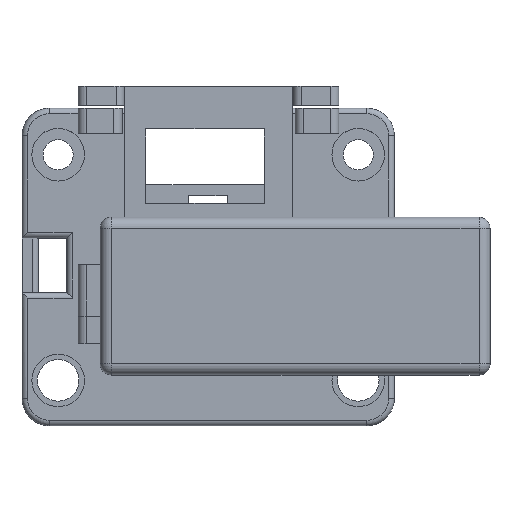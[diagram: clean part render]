
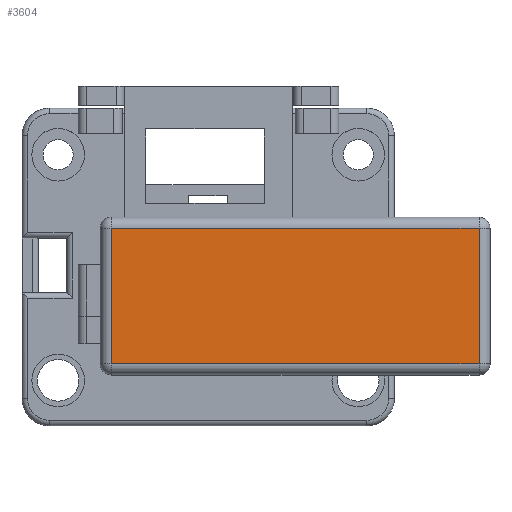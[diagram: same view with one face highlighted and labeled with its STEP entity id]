
A CAD part, top view. The second image highlights one B-rep face of the part: STEP entity #3604.
In plain terms, the highlighted planar face has unit normal (0, 0, 1).
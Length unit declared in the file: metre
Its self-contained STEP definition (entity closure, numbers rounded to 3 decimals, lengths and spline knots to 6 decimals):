
#558=ORIENTED_EDGE('',*,*,#1483,.T.);
#559=ORIENTED_EDGE('',*,*,#1484,.T.);
#560=ORIENTED_EDGE('',*,*,#1485,.T.);
#561=ORIENTED_EDGE('',*,*,#1486,.T.);
#1483=EDGE_CURVE('',#1958,#1959,#2295,.F.);
#1484=EDGE_CURVE('',#1959,#1960,#2296,.F.);
#1485=EDGE_CURVE('',#1960,#1961,#2297,.T.);
#1486=EDGE_CURVE('',#1961,#1958,#2298,.T.);
#1958=VERTEX_POINT('',#5650);
#1959=VERTEX_POINT('',#5651);
#1960=VERTEX_POINT('',#5653);
#1961=VERTEX_POINT('',#5655);
#2295=LINE('',#5649,#2626);
#2296=LINE('',#5652,#2627);
#2297=LINE('',#5654,#2628);
#2298=LINE('',#5656,#2629);
#2626=VECTOR('',#4508,1.);
#2627=VECTOR('',#4509,1.);
#2628=VECTOR('',#4510,1.);
#2629=VECTOR('',#4511,1.);
#2931=EDGE_LOOP('',(#558,#559,#560,#561));
#3220=FACE_BOUND('',#2931,.T.);
#3474=PLANE('',#3914);
#3604=ADVANCED_FACE('',(#3220),#3474,.T.);
#3914=AXIS2_PLACEMENT_3D('',#5648,#4506,#4507);
#4506=DIRECTION('',(0.,0.,1.));
#4507=DIRECTION('',(1.,0.,0.));
#4508=DIRECTION('',(0.,-1.,0.));
#4509=DIRECTION('',(1.,0.,0.));
#4510=DIRECTION('',(0.,-1.,0.));
#4511=DIRECTION('',(1.,0.,0.));
#5648=CARTESIAN_POINT('',(0.016172,-0.005981,0.0508));
#5649=CARTESIAN_POINT('',(0.049772,-0.005981,0.0508));
#5650=CARTESIAN_POINT('',(0.049772,-0.018381,0.0508));
#5651=CARTESIAN_POINT('',(0.049772,0.006419,0.0508));
#5652=CARTESIAN_POINT('',(0.016172,0.006419,0.0508));
#5653=CARTESIAN_POINT('',(-0.017428,0.006419,0.0508));
#5654=CARTESIAN_POINT('',(-0.017428,-0.020381,0.0508));
#5655=CARTESIAN_POINT('',(-0.017428,-0.018381,0.0508));
#5656=CARTESIAN_POINT('',(0.049772,-0.018381,0.0508));
